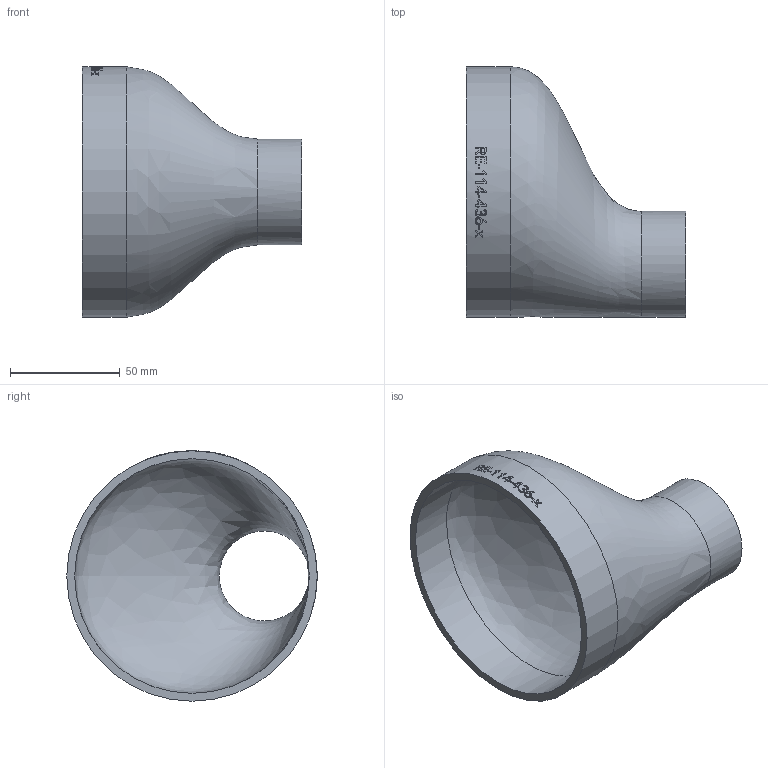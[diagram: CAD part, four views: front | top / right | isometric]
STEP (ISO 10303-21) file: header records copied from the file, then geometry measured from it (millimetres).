
FILE_DESCRIPTION (( 'STEP AP214' ), '1' );
FILE_NAME ('RE-114-436-x Reduzierung Exzenter 114,3x48,3x3,6x2,6 BL100 2101.STEP', '2021-01-05T09:38:05', ( '' ), ( '' ), 'SwSTEP 2.0', 'SolidWorks 2019', '' );
FILE_SCHEMA (( 'AUTOMOTIVE_DESIGN' ));
Length unit declared in the file: millimetre
Products named in the file (1): RE-114-436-x Reduzierung Exzenter 114,3x48,3x3,6x2,6 BL100 2101
Bounding box: 100 x 114.3 x 114.3 mm (x, y, z)
Volume: 98946.9 mm3; surface area: 56972.9 mm2
Topology: 1 solids, 1 shells, 148 faces, 393 edges, 262 vertices
Faces by surface type: plane 77, bspline 51, cylinder 19, cone 1
Full cylindrical faces by diameter (mm): 48.3 x1, 107.1 x1, 114.3 x1
Entity records: 19121 total; most frequent: CARTESIAN_POINT 14362, ORIENTED_EDGE 760, DIRECTION 498, EDGE_CURVE 380, VERTEX_POINT 256, AXIS2_PLACEMENT_3D 187, EDGE_LOOP 172, B_SPLINE_CURVE_WITH_KNOTS 167
